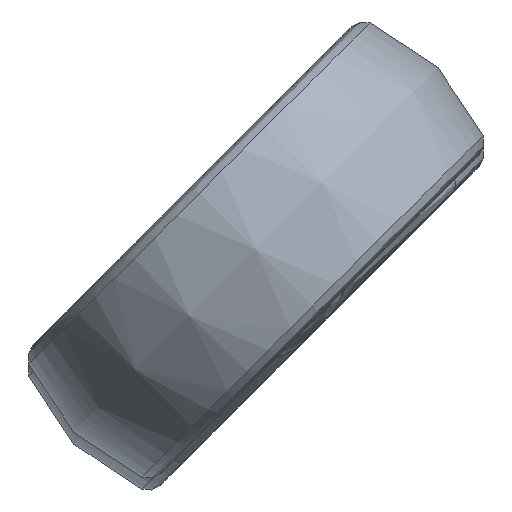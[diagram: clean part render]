
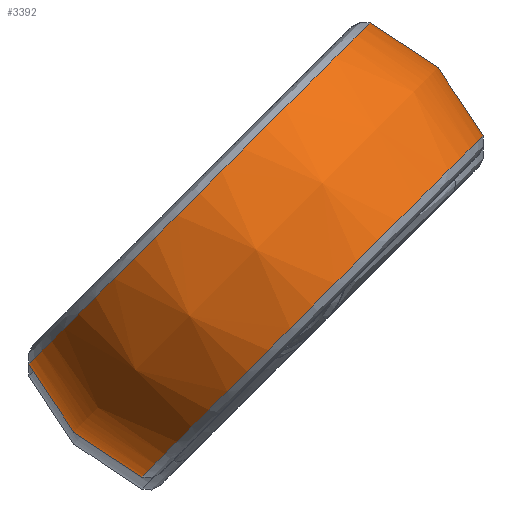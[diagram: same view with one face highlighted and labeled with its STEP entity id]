
A CAD part, top view. The second image highlights one B-rep face of the part: STEP entity #3392.
In plain terms, the highlighted free-form (B-spline) face has degree [2, 2] with [3, 7] control points.
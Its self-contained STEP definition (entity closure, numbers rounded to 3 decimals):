
#73=B_SPLINE_CURVE_WITH_KNOTS('',3,(#4914,#4915,#4916,#4917,#4918,#4919,
#4920,#4921,#4922,#4923,#4924,#4925,#4926,#4927,#4928,#4929,#4930,#4931,
#4932,#4933,#4934),.UNSPECIFIED.,.F.,.F.,(4,2,1,1,1,1,1,1,1,1,1,1,1,1,1,
2,4),(0.,0.,0.1,0.2,0.3,
0.4,0.5,0.6,0.65,
0.7,0.75,0.8,0.85,0.9,
0.95,1.,1.),.UNSPECIFIED.);
#74=B_SPLINE_CURVE_WITH_KNOTS('',3,(#4937,#4938,#4939,#4940,#4941,#4942,
#4943,#4944,#4945,#4946,#4947,#4948,#4949,#4950,#4951,#4952,#4953,#4954,
#4955,#4956,#4957),.UNSPECIFIED.,.F.,.F.,(4,2,1,1,1,1,1,1,1,1,1,1,1,1,1,
2,4),(0.,0.,0.1,0.2,0.3,
0.4,0.5,0.6,0.65,
0.7,0.75,0.8,0.85,0.9,
0.95,1.,1.),.UNSPECIFIED.);
#205=ELLIPSE('',#3689,10.,8.28);
#206=ELLIPSE('',#3690,10.,8.28);
#209=(
BOUNDED_SURFACE()
B_SPLINE_SURFACE(2,2,((#4889,#4890,#4891,#4892,#4893,#4894,#4895),(#4896,
#4897,#4898,#4899,#4900,#4901,#4902),(#4903,#4904,#4905,#4906,#4907,#4908,
#4909)),.UNSPECIFIED.,.F.,.F.,.F.)
B_SPLINE_SURFACE_WITH_KNOTS((3,3),(3,2,2,3),(-2.214,-0.927),
(0.,1.444,2.888,4.332),
 .UNSPECIFIED.)
GEOMETRIC_REPRESENTATION_ITEM()
RATIONAL_B_SPLINE_SURFACE(((1.,0.75,1.,0.75,
1.,0.75,1.),(0.8,0.6,
0.8,0.6,0.8,0.6,0.8),(1.,
0.75,1.,0.75,1.,0.75,1.)))
REPRESENTATION_ITEM('')
SURFACE()
);
#371=FACE_OUTER_BOUND('',#603,.T.);
#603=EDGE_LOOP('',(#2220,#2221,#2222,#2223));
#1381=VERTEX_POINT('',#4910);
#1382=VERTEX_POINT('',#4911);
#1383=VERTEX_POINT('',#4913);
#1384=VERTEX_POINT('',#4935);
#1692=EDGE_CURVE('',#1381,#1382,#205,.T.);
#1693=EDGE_CURVE('',#1383,#1381,#73,.T.);
#1694=EDGE_CURVE('',#1384,#1383,#206,.T.);
#1695=EDGE_CURVE('',#1382,#1384,#74,.T.);
#2220=ORIENTED_EDGE('',*,*,#1692,.F.);
#2221=ORIENTED_EDGE('',*,*,#1693,.F.);
#2222=ORIENTED_EDGE('',*,*,#1694,.F.);
#2223=ORIENTED_EDGE('',*,*,#1695,.F.);
#3392=ADVANCED_FACE('',(#371),#209,.F.);
#3689=AXIS2_PLACEMENT_3D('',#4912,#4098,#4099);
#3690=AXIS2_PLACEMENT_3D('',#4936,#4100,#4101);
#4098=DIRECTION('center_axis',(-0.396,-0.396,-0.828));
#4099=DIRECTION('ref_axis',(0.707,-0.707,0.));
#4100=DIRECTION('center_axis',(0.396,0.396,-0.828));
#4101=DIRECTION('ref_axis',(0.707,-0.707,0.));
#4889=CARTESIAN_POINT('Ctrl Pts',(3.57,12.055,192.518));
#4890=CARTESIAN_POINT('Ctrl Pts',(8.229,16.715,202.248));
#4891=CARTESIAN_POINT('Ctrl Pts',(1.993,10.478,210.014));
#4892=CARTESIAN_POINT('Ctrl Pts',(-4.243,4.243,217.78));
#4893=CARTESIAN_POINT('Ctrl Pts',(-10.478,-1.993,210.014));
#4894=CARTESIAN_POINT('Ctrl Pts',(-16.715,-8.229,202.248));
#4895=CARTESIAN_POINT('Ctrl Pts',(-12.055,-3.57,192.518));
#4896=CARTESIAN_POINT('Ctrl Pts',(9.994,9.994,190.428));
#4897=CARTESIAN_POINT('Ctrl Pts',(15.955,15.955,202.876));
#4898=CARTESIAN_POINT('Ctrl Pts',(7.977,7.977,212.811));
#4899=CARTESIAN_POINT('Ctrl Pts',(0.,0.,
222.745));
#4900=CARTESIAN_POINT('Ctrl Pts',(-7.977,-7.977,212.811));
#4901=CARTESIAN_POINT('Ctrl Pts',(-15.955,-15.955,202.876));
#4902=CARTESIAN_POINT('Ctrl Pts',(-9.994,-9.994,190.428));
#4903=CARTESIAN_POINT('Ctrl Pts',(12.055,3.57,192.518));
#4904=CARTESIAN_POINT('Ctrl Pts',(16.715,8.229,202.248));
#4905=CARTESIAN_POINT('Ctrl Pts',(10.478,1.993,210.014));
#4906=CARTESIAN_POINT('Ctrl Pts',(4.243,-4.243,217.78));
#4907=CARTESIAN_POINT('Ctrl Pts',(-1.993,-10.478,210.014));
#4908=CARTESIAN_POINT('Ctrl Pts',(-8.229,-16.715,202.248));
#4909=CARTESIAN_POINT('Ctrl Pts',(-3.57,-12.055,192.518));
#4910=CARTESIAN_POINT('',(4.94,11.514,192.122));
#4911=CARTESIAN_POINT('',(11.514,4.94,192.122));
#4912=CARTESIAN_POINT('Origin',(3.934,3.934,196.232));
#4913=CARTESIAN_POINT('',(-11.514,-4.94,192.122));
#4914=CARTESIAN_POINT('Ctrl Pts',(-11.514,-4.94,192.122));
#4915=CARTESIAN_POINT('Ctrl Pts',(-11.514,-4.94,192.123));
#4916=CARTESIAN_POINT('Ctrl Pts',(-11.515,-4.94,192.123));
#4917=CARTESIAN_POINT('Ctrl Pts',(-12.32,-5.746,193.805));
#4918=CARTESIAN_POINT('Ctrl Pts',(-13.409,-6.835,197.688));
#4919=CARTESIAN_POINT('Ctrl Pts',(-13.16,-6.585,203.893));
#4920=CARTESIAN_POINT('Ctrl Pts',(-11.095,-4.521,209.396));
#4921=CARTESIAN_POINT('Ctrl Pts',(-7.587,-1.013,213.16));
#4922=CARTESIAN_POINT('Ctrl Pts',(-3.287,3.287,214.498));
#4923=CARTESIAN_POINT('Ctrl Pts',(0.296,6.87,213.382));
#4924=CARTESIAN_POINT('Ctrl Pts',(2.767,9.341,211.279));
#4925=CARTESIAN_POINT('Ctrl Pts',(4.339,10.913,209.177));
#4926=CARTESIAN_POINT('Ctrl Pts',(5.555,12.129,206.646));
#4927=CARTESIAN_POINT('Ctrl Pts',(6.358,12.932,203.808));
#4928=CARTESIAN_POINT('Ctrl Pts',(6.71,13.285,200.787));
#4929=CARTESIAN_POINT('Ctrl Pts',(6.598,13.172,197.738));
#4930=CARTESIAN_POINT('Ctrl Pts',(6.021,12.595,194.776));
#4931=CARTESIAN_POINT('Ctrl Pts',(5.343,11.917,192.963));
#4932=CARTESIAN_POINT('Ctrl Pts',(4.94,11.515,192.123));
#4933=CARTESIAN_POINT('Ctrl Pts',(4.94,11.514,192.123));
#4934=CARTESIAN_POINT('Ctrl Pts',(4.94,11.514,192.122));
#4935=CARTESIAN_POINT('',(-4.94,-11.514,192.122));
#4936=CARTESIAN_POINT('Origin',(-3.934,-3.934,196.232));
#4937=CARTESIAN_POINT('Ctrl Pts',(11.514,4.94,192.122));
#4938=CARTESIAN_POINT('Ctrl Pts',(11.514,4.94,192.123));
#4939=CARTESIAN_POINT('Ctrl Pts',(11.515,4.94,192.123));
#4940=CARTESIAN_POINT('Ctrl Pts',(12.32,5.746,193.805));
#4941=CARTESIAN_POINT('Ctrl Pts',(13.409,6.835,197.688));
#4942=CARTESIAN_POINT('Ctrl Pts',(13.16,6.585,203.893));
#4943=CARTESIAN_POINT('Ctrl Pts',(11.095,4.521,209.396));
#4944=CARTESIAN_POINT('Ctrl Pts',(7.587,1.013,213.16));
#4945=CARTESIAN_POINT('Ctrl Pts',(3.287,-3.287,214.498));
#4946=CARTESIAN_POINT('Ctrl Pts',(-0.296,-6.87,213.382));
#4947=CARTESIAN_POINT('Ctrl Pts',(-2.767,-9.341,211.279));
#4948=CARTESIAN_POINT('Ctrl Pts',(-4.339,-10.913,209.177));
#4949=CARTESIAN_POINT('Ctrl Pts',(-5.555,-12.129,206.646));
#4950=CARTESIAN_POINT('Ctrl Pts',(-6.358,-12.932,203.808));
#4951=CARTESIAN_POINT('Ctrl Pts',(-6.71,-13.285,200.787));
#4952=CARTESIAN_POINT('Ctrl Pts',(-6.598,-13.172,197.738));
#4953=CARTESIAN_POINT('Ctrl Pts',(-6.021,-12.595,194.776));
#4954=CARTESIAN_POINT('Ctrl Pts',(-5.343,-11.917,192.963));
#4955=CARTESIAN_POINT('Ctrl Pts',(-4.94,-11.515,192.123));
#4956=CARTESIAN_POINT('Ctrl Pts',(-4.94,-11.514,192.123));
#4957=CARTESIAN_POINT('Ctrl Pts',(-4.94,-11.514,192.122));
